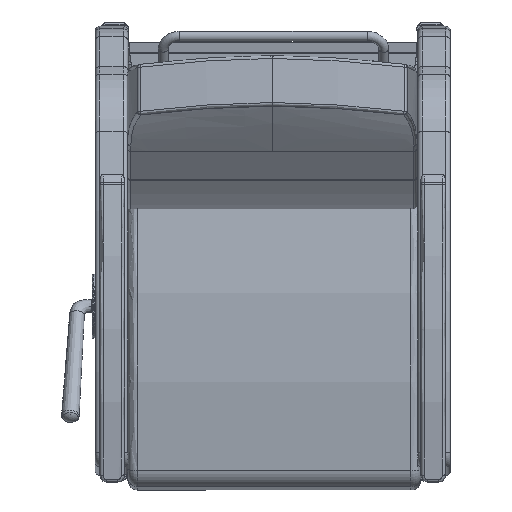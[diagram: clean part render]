
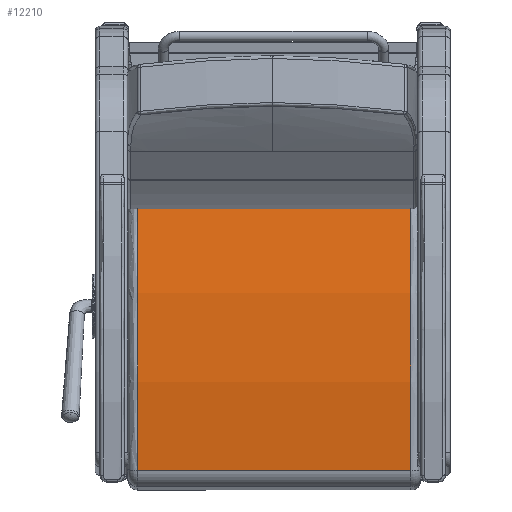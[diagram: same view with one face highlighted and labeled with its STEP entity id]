
A CAD part, front view. The second image highlights one B-rep face of the part: STEP entity #12210.
In plain terms, the highlighted free-form (B-spline) face has degree [1, 2] with [2, 3] control points.
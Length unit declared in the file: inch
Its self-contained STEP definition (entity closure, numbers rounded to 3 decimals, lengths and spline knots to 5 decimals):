
#477=(
BOUNDED_SURFACE()
B_SPLINE_SURFACE(1,2,((#32369,#32370,#32371),(#32372,#32373,#32374)),
 .UNSPECIFIED.,.F.,.F.,.F.)
B_SPLINE_SURFACE_WITH_KNOTS((2,2),(3,3),(-0.17276,0.17276),
(1.36178,1.69928),.UNSPECIFIED.)
GEOMETRIC_REPRESENTATION_ITEM()
RATIONAL_B_SPLINE_SURFACE(((1.,0.986,1.),(1.,0.986,
1.)))
REPRESENTATION_ITEM('')
SURFACE()
);
#897=ELLIPSE('',#13426,60.05357,60.);
#907=ELLIPSE('',#13454,60.05357,60.);
#1507=LINE('',#32367,#2245);
#1508=LINE('',#32376,#2246);
#2245=VECTOR('',#15754,0.3937);
#2246=VECTOR('',#15757,0.3937);
#3048=FACE_OUTER_BOUND('',#3882,.T.);
#3882=EDGE_LOOP('',(#9329,#9330,#9331,#9332));
#5807=VERTEX_POINT('',#32159);
#5808=VERTEX_POINT('',#32160);
#5833=VERTEX_POINT('',#32366);
#5834=VERTEX_POINT('',#32375);
#7079=EDGE_CURVE('',#5807,#5808,#897,.T.);
#7117=EDGE_CURVE('',#5808,#5833,#1507,.T.);
#7119=EDGE_CURVE('',#5807,#5834,#1508,.T.);
#7120=EDGE_CURVE('',#5833,#5834,#907,.T.);
#9329=ORIENTED_EDGE('',*,*,#7079,.F.);
#9330=ORIENTED_EDGE('',*,*,#7119,.T.);
#9331=ORIENTED_EDGE('',*,*,#7120,.F.);
#9332=ORIENTED_EDGE('',*,*,#7117,.F.);
#12210=ADVANCED_FACE('',(#3048),#477,.F.);
#13426=AXIS2_PLACEMENT_3D('',#32161,#15686,#15687);
#13454=AXIS2_PLACEMENT_3D('',#32377,#15758,#15759);
#15686=DIRECTION('center_axis',(0.,0.,-1.));
#15687=DIRECTION('ref_axis',(1.,0.,0.));
#15754=DIRECTION('',(0.,0.,1.));
#15757=DIRECTION('',(0.,0.,1.));
#15758=DIRECTION('center_axis',(0.,0.,1.));
#15759=DIRECTION('ref_axis',(1.,0.,0.));
#32159=CARTESIAN_POINT('',(-10.04459,1.25621,-10.375));
#32160=CARTESIAN_POINT('',(10.1114,0.44486,-10.375));
#32161=CARTESIAN_POINT('Origin',(-2.34979,-58.24922,-10.375));
#32366=CARTESIAN_POINT('',(10.1114,0.44486,10.375));
#32367=CARTESIAN_POINT('',(10.1114,0.44486,0.));
#32369=CARTESIAN_POINT('Ctrl Pts',(10.1114,0.44486,-10.375));
#32370=CARTESIAN_POINT('Ctrl Pts',(0.10258,2.56602,-10.375));
#32371=CARTESIAN_POINT('Ctrl Pts',(-10.04459,1.25621,-10.375));
#32372=CARTESIAN_POINT('Ctrl Pts',(10.1114,0.44486,10.375));
#32373=CARTESIAN_POINT('Ctrl Pts',(0.10258,2.56602,10.375));
#32374=CARTESIAN_POINT('Ctrl Pts',(-10.04459,1.25621,10.375));
#32375=CARTESIAN_POINT('',(-10.04459,1.25621,10.375));
#32376=CARTESIAN_POINT('',(-10.04459,1.25621,0.));
#32377=CARTESIAN_POINT('Origin',(-2.34979,-58.24922,10.375));
